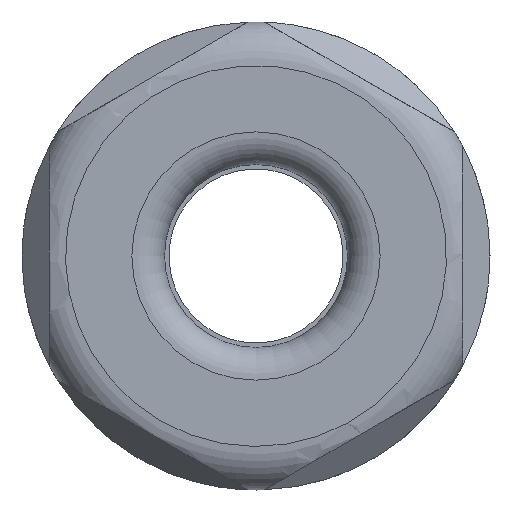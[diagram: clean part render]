
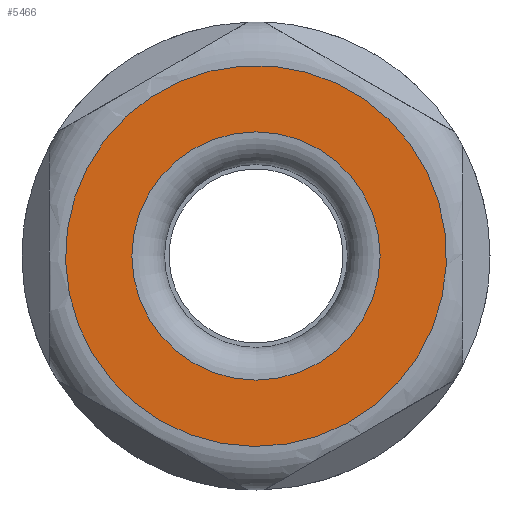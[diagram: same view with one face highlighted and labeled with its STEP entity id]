
A CAD part, left-side view. The second image highlights one B-rep face of the part: STEP entity #5466.
In plain terms, the highlighted planar face has unit normal (-1, 0, 0).
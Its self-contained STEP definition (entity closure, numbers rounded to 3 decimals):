
#365=FACE_BOUND('',#837,.T.);
#506=FACE_OUTER_BOUND('',#836,.T.);
#836=EDGE_LOOP('',(#4127));
#837=EDGE_LOOP('',(#4128));
#1135=CIRCLE('',#5932,8.755);
#1139=CIRCLE('',#5940,5.705);
#2429=VERTEX_POINT('',#11537);
#2433=VERTEX_POINT('',#11549);
#3054=EDGE_CURVE('',#2429,#2429,#1135,.T.);
#3058=EDGE_CURVE('',#2433,#2433,#1139,.T.);
#4127=ORIENTED_EDGE('',*,*,#3054,.F.);
#4128=ORIENTED_EDGE('',*,*,#3058,.T.);
#5232=PLANE('',#5941);
#5466=ADVANCED_FACE('',(#506,#365),#5232,.T.);
#5932=AXIS2_PLACEMENT_3D('',#11538,#6841,#6842);
#5940=AXIS2_PLACEMENT_3D('',#11550,#6857,#6858);
#5941=AXIS2_PLACEMENT_3D('',#11551,#6859,#6860);
#6841=DIRECTION('center_axis',(1.,0.,0.));
#6842=DIRECTION('ref_axis',(0.,0.,-1.));
#6857=DIRECTION('center_axis',(1.,0.,0.));
#6858=DIRECTION('ref_axis',(0.,0.,-1.));
#6859=DIRECTION('center_axis',(-1.,0.,0.));
#6860=DIRECTION('ref_axis',(0.,0.,1.));
#11537=CARTESIAN_POINT('',(-19.19,8.755,0.));
#11538=CARTESIAN_POINT('Origin',(-19.19,0.,0.));
#11549=CARTESIAN_POINT('',(-19.19,5.705,0.));
#11550=CARTESIAN_POINT('Origin',(-19.19,0.,0.));
#11551=CARTESIAN_POINT('Origin',(-19.19,8.755,0.));
